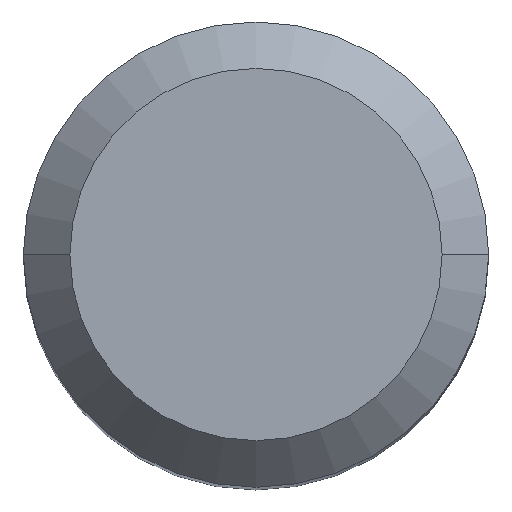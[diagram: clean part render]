
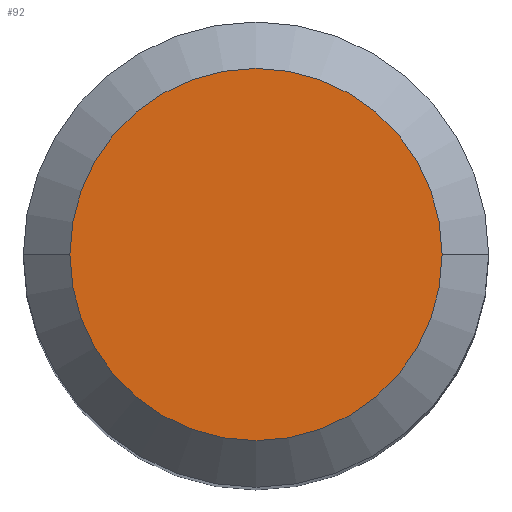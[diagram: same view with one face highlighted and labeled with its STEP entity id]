
A CAD part, top view. The second image highlights one B-rep face of the part: STEP entity #92.
In plain terms, the highlighted planar face has unit normal (0, 0, 1).
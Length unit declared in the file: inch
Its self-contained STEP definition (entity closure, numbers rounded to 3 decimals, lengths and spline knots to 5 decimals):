
#15 = EDGE_CURVE ( 'NONE', #76, #119, #221, .T. ) ;
#16 = DIRECTION ( 'NONE',  ( 0., 0., 1. ) ) ;
#18 = CARTESIAN_POINT ( 'NONE',  ( 0., 0., 0. ) ) ;
#28 = CIRCLE ( 'NONE', #326, 0.18896 ) ;
#60 = DIRECTION ( 'NONE',  ( 1., 0., 0. ) ) ;
#76 = VERTEX_POINT ( 'NONE', #259 ) ;
#85 = AXIS2_PLACEMENT_3D ( 'NONE', #180, #99, #337 ) ;
#92 = ADVANCED_FACE ( 'NONE', ( #498 ), #174, .F. ) ;
#96 = CARTESIAN_POINT ( 'NONE',  ( 0., 0., 0. ) ) ;
#99 = DIRECTION ( 'NONE',  ( 0., 0., -1. ) ) ;
#119 = VERTEX_POINT ( 'NONE', #134 ) ;
#134 = CARTESIAN_POINT ( 'NONE',  ( 0.18896, 0., 0. ) ) ;
#149 = AXIS2_PLACEMENT_3D ( 'NONE', #18, #16, #60 ) ;
#174 = PLANE ( 'NONE',  #85 ) ;
#180 = CARTESIAN_POINT ( 'NONE',  ( 0., 0., 0. ) ) ;
#221 = CIRCLE ( 'NONE', #149, 0.18896 ) ;
#224 = DIRECTION ( 'NONE',  ( 0., 0., 1. ) ) ;
#259 = CARTESIAN_POINT ( 'NONE',  ( -0.18896, 0., 0. ) ) ;
#272 = EDGE_CURVE ( 'NONE', #119, #76, #28, .T. ) ;
#326 = AXIS2_PLACEMENT_3D ( 'NONE', #96, #224, #349 ) ;
#337 = DIRECTION ( 'NONE',  ( -1., 0., 0. ) ) ;
#349 = DIRECTION ( 'NONE',  ( 1., 0., 0. ) ) ;
#367 = EDGE_LOOP ( 'NONE', ( #397, #436 ) ) ;
#397 = ORIENTED_EDGE ( 'NONE', *, *, #15, .T. ) ;
#436 = ORIENTED_EDGE ( 'NONE', *, *, #272, .T. ) ;
#498 = FACE_OUTER_BOUND ( 'NONE', #367, .T. ) ;
